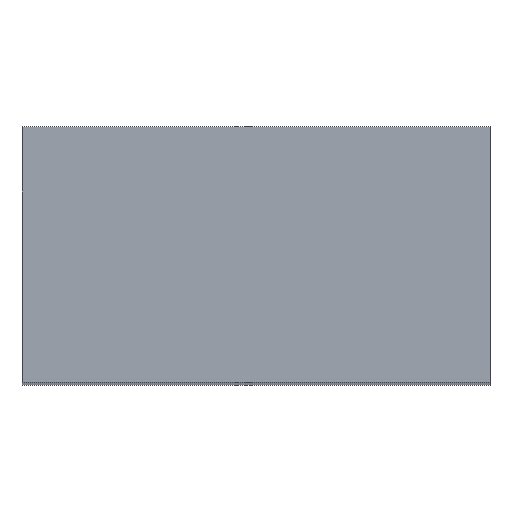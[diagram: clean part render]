
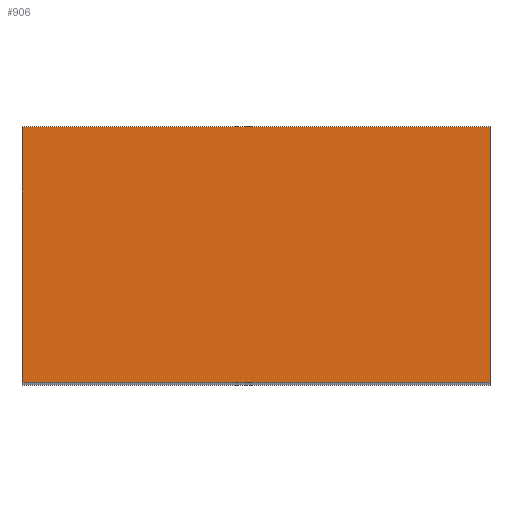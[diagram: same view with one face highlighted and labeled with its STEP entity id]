
A CAD part, top view. The second image highlights one B-rep face of the part: STEP entity #906.
In plain terms, the highlighted planar face has unit normal (0, 0, 1).
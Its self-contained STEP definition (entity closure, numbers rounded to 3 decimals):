
#42 = EDGE_CURVE ( 'NONE', #589, #1023, #1080, .T. ) ;
#62 = DIRECTION ( 'NONE',  ( 0., -1., 0. ) ) ;
#67 = CARTESIAN_POINT ( 'NONE',  ( 55., 0., 193. ) ) ;
#166 = LINE ( 'NONE', #67, #1352 ) ;
#209 = CARTESIAN_POINT ( 'NONE',  ( 0., 30., 193. ) ) ;
#222 = DIRECTION ( 'NONE',  ( 1., 0., 0. ) ) ;
#252 = ORIENTED_EDGE ( 'NONE', *, *, #867, .T. ) ;
#340 = DIRECTION ( 'NONE',  ( -1., 0., 0. ) ) ;
#371 = CARTESIAN_POINT ( 'NONE',  ( 55., 30., 193. ) ) ;
#383 = DIRECTION ( 'NONE',  ( 0., 0., -1. ) ) ;
#426 = VECTOR ( 'NONE', #340, 1000. ) ;
#436 = ORIENTED_EDGE ( 'NONE', *, *, #881, .T. ) ;
#489 = LINE ( 'NONE', #574, #788 ) ;
#513 = EDGE_LOOP ( 'NONE', ( #436, #252, #588, #1278 ) ) ;
#574 = CARTESIAN_POINT ( 'NONE',  ( 0., 0., 193. ) ) ;
#588 = ORIENTED_EDGE ( 'NONE', *, *, #660, .T. ) ;
#589 = VERTEX_POINT ( 'NONE', #371 ) ;
#650 = CARTESIAN_POINT ( 'NONE',  ( 0., 30., 193. ) ) ;
#660 = EDGE_CURVE ( 'NONE', #1194, #589, #166, .T. ) ;
#765 = VECTOR ( 'NONE', #222, 1000. ) ;
#788 = VECTOR ( 'NONE', #62, 1000. ) ;
#827 = CARTESIAN_POINT ( 'NONE',  ( 0., 0., 193. ) ) ;
#848 = CARTESIAN_POINT ( 'NONE',  ( 0., 0., 193. ) ) ;
#867 = EDGE_CURVE ( 'NONE', #1113, #1194, #1082, .T. ) ;
#881 = EDGE_CURVE ( 'NONE', #1023, #1113, #489, .T. ) ;
#906 = ADVANCED_FACE ( 'NONE', ( #1105 ), #1304, .F. ) ;
#982 = DIRECTION ( 'NONE',  ( -1., 0., 0. ) ) ;
#1023 = VERTEX_POINT ( 'NONE', #209 ) ;
#1048 = CARTESIAN_POINT ( 'NONE',  ( 55., 0., 193. ) ) ;
#1080 = LINE ( 'NONE', #650, #426 ) ;
#1082 = LINE ( 'NONE', #848, #765 ) ;
#1101 = DIRECTION ( 'NONE',  ( 0., 1., 0. ) ) ;
#1105 = FACE_OUTER_BOUND ( 'NONE', #513, .T. ) ;
#1113 = VERTEX_POINT ( 'NONE', #827 ) ;
#1194 = VERTEX_POINT ( 'NONE', #1048 ) ;
#1278 = ORIENTED_EDGE ( 'NONE', *, *, #42, .T. ) ;
#1304 = PLANE ( 'NONE',  #1355 ) ;
#1314 = CARTESIAN_POINT ( 'NONE',  ( 0., 0., 193. ) ) ;
#1352 = VECTOR ( 'NONE', #1101, 1000. ) ;
#1355 = AXIS2_PLACEMENT_3D ( 'NONE', #1314, #383, #982 ) ;
